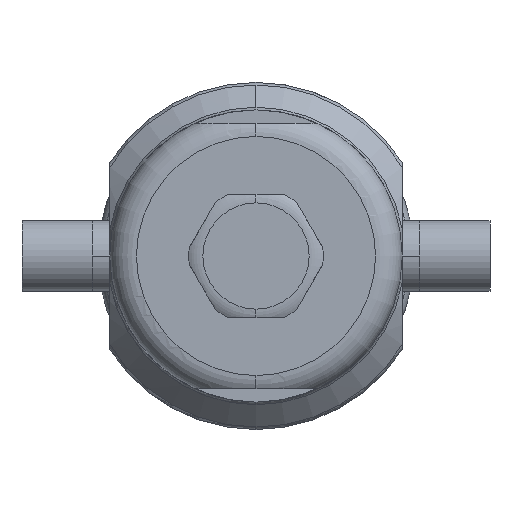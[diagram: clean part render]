
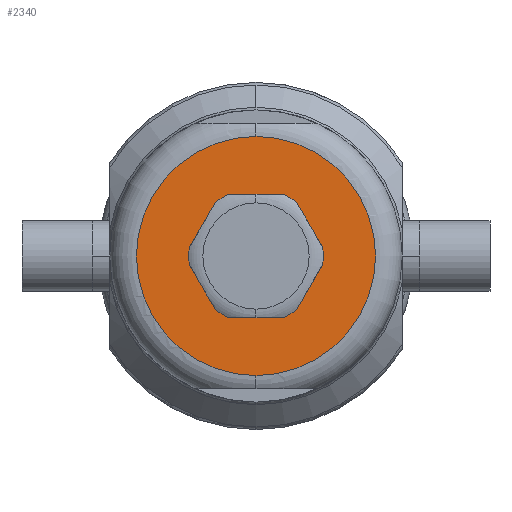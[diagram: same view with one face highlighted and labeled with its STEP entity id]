
A CAD part, front view. The second image highlights one B-rep face of the part: STEP entity #2340.
In plain terms, the highlighted planar face has unit normal (0, -1, 0).
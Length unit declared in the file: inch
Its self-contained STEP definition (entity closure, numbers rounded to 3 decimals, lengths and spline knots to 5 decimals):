
#60 = CIRCLE ( 'NONE', #3986, 0.475 ) ;
#81 = CARTESIAN_POINT ( 'NONE',  ( 0.35, -2.25158, 0. ) ) ;
#95 = CARTESIAN_POINT ( 'NONE',  ( -0.47138, -2.25158, -0.05855 ) ) ;
#107 = EDGE_CURVE ( 'NONE', #633, #4074, #4063, .T. ) ;
#115 = VERTEX_POINT ( 'NONE', #4093 ) ;
#116 = VERTEX_POINT ( 'NONE', #156 ) ;
#125 = EDGE_CURVE ( 'NONE', #2619, #3103, #60, .T. ) ;
#131 = ORIENTED_EDGE ( 'NONE', *, *, #107, .F. ) ;
#138 = CIRCLE ( 'NONE', #366, 0.475 ) ;
#151 = EDGE_CURVE ( 'NONE', #3968, #2619, #2703, .T. ) ;
#156 = CARTESIAN_POINT ( 'NONE',  ( 0., -2.25158, 0.84375 ) ) ;
#161 = ORIENTED_EDGE ( 'NONE', *, *, #151, .F. ) ;
#191 = LINE ( 'NONE', #3821, #1210 ) ;
#217 = CARTESIAN_POINT ( 'NONE',  ( -0.18498, -2.25158, -0.4375 ) ) ;
#233 = DIRECTION ( 'NONE',  ( -0.5, 0., 0.866 ) ) ;
#316 = CARTESIAN_POINT ( 'NONE',  ( 0., -2.25158, -0.84375 ) ) ;
#328 = VERTEX_POINT ( 'NONE', #316 ) ;
#366 = AXIS2_PLACEMENT_3D ( 'NONE', #2809, #3763, #3449 ) ;
#405 = CARTESIAN_POINT ( 'NONE',  ( -0.25259, -2.25158, -0.4375 ) ) ;
#413 = FACE_BOUND ( 'NONE', #3551, .T. ) ;
#427 = EDGE_CURVE ( 'NONE', #116, #328, #2916, .T. ) ;
#429 = EDGE_LOOP ( 'NONE', ( #4062, #3139 ) ) ;
#452 = DIRECTION ( 'NONE',  ( -0.5, 0., -0.866 ) ) ;
#514 = DIRECTION ( 'NONE',  ( 0., 0., -1. ) ) ;
#619 = AXIS2_PLACEMENT_3D ( 'NONE', #3639, #3982, #2012 ) ;
#624 = LINE ( 'NONE', #3678, #2145 ) ;
#633 = VERTEX_POINT ( 'NONE', #2458 ) ;
#678 = DIRECTION ( 'NONE',  ( 0., 0., -1. ) ) ;
#743 = EDGE_CURVE ( 'NONE', #3709, #3968, #2538, .T. ) ;
#791 = EDGE_CURVE ( 'NONE', #3087, #3911, #4217, .T. ) ;
#795 = CARTESIAN_POINT ( 'NONE',  ( 0., -2.25158, 0. ) ) ;
#809 = DIRECTION ( 'NONE',  ( 0., -1., 0. ) ) ;
#824 = DIRECTION ( 'NONE',  ( 0., 0., -1. ) ) ;
#892 = EDGE_CURVE ( 'NONE', #4074, #3709, #624, .T. ) ;
#917 = EDGE_CURVE ( 'NONE', #3911, #633, #2487, .T. ) ;
#926 = CARTESIAN_POINT ( 'NONE',  ( 0.28639, -2.25158, 0.37895 ) ) ;
#1120 = CARTESIAN_POINT ( 'NONE',  ( 0., -2.25158, 0. ) ) ;
#1192 = ORIENTED_EDGE ( 'NONE', *, *, #791, .F. ) ;
#1204 = ORIENTED_EDGE ( 'NONE', *, *, #125, .F. ) ;
#1210 = VECTOR ( 'NONE', #233, 39.37008 ) ;
#1216 = CARTESIAN_POINT ( 'NONE',  ( 0.47138, -2.25158, -0.05855 ) ) ;
#1222 = LINE ( 'NONE', #4012, #2533 ) ;
#1254 = AXIS2_PLACEMENT_3D ( 'NONE', #2631, #2599, #2960 ) ;
#1294 = AXIS2_PLACEMENT_3D ( 'NONE', #795, #809, #824 ) ;
#1381 = DIRECTION ( 'NONE',  ( 0., -1., 0. ) ) ;
#1478 = DIRECTION ( 'NONE',  ( 0.5, 0., 0.866 ) ) ;
#1488 = EDGE_CURVE ( 'NONE', #2058, #3087, #1222, .T. ) ;
#1688 = VECTOR ( 'NONE', #1478, 39.37008 ) ;
#1699 = ORIENTED_EDGE ( 'NONE', *, *, #917, .F. ) ;
#1721 = ORIENTED_EDGE ( 'NONE', *, *, #892, .F. ) ;
#1750 = AXIS2_PLACEMENT_3D ( 'NONE', #81, #1381, #3997 ) ;
#1787 = DIRECTION ( 'NONE',  ( 0., 0., -1. ) ) ;
#1840 = ORIENTED_EDGE ( 'NONE', *, *, #1488, .F. ) ;
#1884 = VECTOR ( 'NONE', #2672, 39.37008 ) ;
#2012 = DIRECTION ( 'NONE',  ( 0., 0., -1. ) ) ;
#2058 = VERTEX_POINT ( 'NONE', #3097 ) ;
#2061 = ORIENTED_EDGE ( 'NONE', *, *, #743, .F. ) ;
#2117 = CARTESIAN_POINT ( 'NONE',  ( 0.47138, -2.25158, 0.05855 ) ) ;
#2145 = VECTOR ( 'NONE', #2374, 39.37008 ) ;
#2246 = CARTESIAN_POINT ( 'NONE',  ( 0.18498, -2.25158, -0.4375 ) ) ;
#2302 = VERTEX_POINT ( 'NONE', #4263 ) ;
#2340 = ADVANCED_FACE ( 'NONE', ( #3118, #413 ), #2620, .T. ) ;
#2374 = DIRECTION ( 'NONE',  ( 1., 0., 0. ) ) ;
#2380 = EDGE_CURVE ( 'NONE', #328, #116, #3484, .T. ) ;
#2423 = DIRECTION ( 'NONE',  ( 0., -1., 0. ) ) ;
#2446 = CARTESIAN_POINT ( 'NONE',  ( 0., -2.25158, 0. ) ) ;
#2458 = CARTESIAN_POINT ( 'NONE',  ( -0.28639, -2.25158, -0.37895 ) ) ;
#2487 = LINE ( 'NONE', #405, #1884 ) ;
#2533 = VECTOR ( 'NONE', #452, 39.37008 ) ;
#2538 = CIRCLE ( 'NONE', #3381, 0.475 ) ;
#2599 = DIRECTION ( 'NONE',  ( 0., -1., 0. ) ) ;
#2619 = VERTEX_POINT ( 'NONE', #1216 ) ;
#2620 = PLANE ( 'NONE',  #1750 ) ;
#2631 = CARTESIAN_POINT ( 'NONE',  ( 0., -2.25158, 0. ) ) ;
#2636 = VECTOR ( 'NONE', #3583, 39.37008 ) ;
#2672 = DIRECTION ( 'NONE',  ( 0.5, 0., -0.866 ) ) ;
#2703 = LINE ( 'NONE', #3198, #1688 ) ;
#2809 = CARTESIAN_POINT ( 'NONE',  ( 0., -2.25158, 0. ) ) ;
#2823 = ORIENTED_EDGE ( 'NONE', *, *, #2950, .F. ) ;
#2873 = DIRECTION ( 'NONE',  ( 0., 0., -1. ) ) ;
#2916 = CIRCLE ( 'NONE', #1254, 0.84375 ) ;
#2929 = AXIS2_PLACEMENT_3D ( 'NONE', #4255, #3604, #678 ) ;
#2950 = EDGE_CURVE ( 'NONE', #2302, #2058, #3333, .T. ) ;
#2960 = DIRECTION ( 'NONE',  ( 0., 0., -1. ) ) ;
#2975 = EDGE_CURVE ( 'NONE', #115, #2302, #4096, .T. ) ;
#3087 = VERTEX_POINT ( 'NONE', #3429 ) ;
#3097 = CARTESIAN_POINT ( 'NONE',  ( -0.28639, -2.25158, 0.37895 ) ) ;
#3103 = VERTEX_POINT ( 'NONE', #2117 ) ;
#3118 = FACE_OUTER_BOUND ( 'NONE', #429, .T. ) ;
#3139 = ORIENTED_EDGE ( 'NONE', *, *, #427, .T. ) ;
#3198 = CARTESIAN_POINT ( 'NONE',  ( 0.50518, -2.25158, 0. ) ) ;
#3333 = CIRCLE ( 'NONE', #1294, 0.475 ) ;
#3381 = AXIS2_PLACEMENT_3D ( 'NONE', #4210, #3562, #2873 ) ;
#3398 = CARTESIAN_POINT ( 'NONE',  ( -0.25259, -2.25158, 0.4375 ) ) ;
#3429 = CARTESIAN_POINT ( 'NONE',  ( -0.47138, -2.25158, 0.05855 ) ) ;
#3449 = DIRECTION ( 'NONE',  ( 0., 0., -1. ) ) ;
#3484 = CIRCLE ( 'NONE', #619, 0.84375 ) ;
#3506 = EDGE_CURVE ( 'NONE', #3640, #115, #138, .T. ) ;
#3536 = AXIS2_PLACEMENT_3D ( 'NONE', #1120, #4111, #1787 ) ;
#3551 = EDGE_LOOP ( 'NONE', ( #131, #1699, #1192, #1840, #2823, #4069, #3641, #3826, #1204, #161, #2061, #1721 ) ) ;
#3562 = DIRECTION ( 'NONE',  ( 0., -1., 0. ) ) ;
#3583 = DIRECTION ( 'NONE',  ( -1., 0., 0. ) ) ;
#3584 = EDGE_CURVE ( 'NONE', #3103, #3640, #191, .T. ) ;
#3604 = DIRECTION ( 'NONE',  ( 0., -1., 0. ) ) ;
#3639 = CARTESIAN_POINT ( 'NONE',  ( 0., -2.25158, 0. ) ) ;
#3640 = VERTEX_POINT ( 'NONE', #926 ) ;
#3641 = ORIENTED_EDGE ( 'NONE', *, *, #3506, .F. ) ;
#3678 = CARTESIAN_POINT ( 'NONE',  ( 0.25259, -2.25158, -0.4375 ) ) ;
#3709 = VERTEX_POINT ( 'NONE', #2246 ) ;
#3741 = CARTESIAN_POINT ( 'NONE',  ( 0.28639, -2.25158, -0.37895 ) ) ;
#3763 = DIRECTION ( 'NONE',  ( 0., -1., 0. ) ) ;
#3821 = CARTESIAN_POINT ( 'NONE',  ( 0.25259, -2.25158, 0.4375 ) ) ;
#3826 = ORIENTED_EDGE ( 'NONE', *, *, #3584, .F. ) ;
#3911 = VERTEX_POINT ( 'NONE', #95 ) ;
#3968 = VERTEX_POINT ( 'NONE', #3741 ) ;
#3982 = DIRECTION ( 'NONE',  ( 0., -1., 0. ) ) ;
#3986 = AXIS2_PLACEMENT_3D ( 'NONE', #2446, #2423, #514 ) ;
#3997 = DIRECTION ( 'NONE',  ( 0., 0., -1. ) ) ;
#4012 = CARTESIAN_POINT ( 'NONE',  ( -0.50518, -2.25158, 0. ) ) ;
#4062 = ORIENTED_EDGE ( 'NONE', *, *, #2380, .T. ) ;
#4063 = CIRCLE ( 'NONE', #3536, 0.475 ) ;
#4069 = ORIENTED_EDGE ( 'NONE', *, *, #2975, .F. ) ;
#4074 = VERTEX_POINT ( 'NONE', #217 ) ;
#4093 = CARTESIAN_POINT ( 'NONE',  ( 0.18498, -2.25158, 0.4375 ) ) ;
#4096 = LINE ( 'NONE', #3398, #2636 ) ;
#4111 = DIRECTION ( 'NONE',  ( 0., -1., 0. ) ) ;
#4210 = CARTESIAN_POINT ( 'NONE',  ( 0., -2.25158, 0. ) ) ;
#4217 = CIRCLE ( 'NONE', #2929, 0.475 ) ;
#4255 = CARTESIAN_POINT ( 'NONE',  ( 0., -2.25158, 0. ) ) ;
#4263 = CARTESIAN_POINT ( 'NONE',  ( -0.18498, -2.25158, 0.4375 ) ) ;
